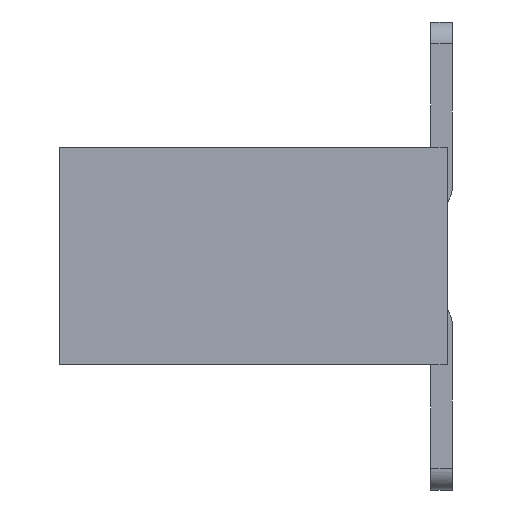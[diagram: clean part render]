
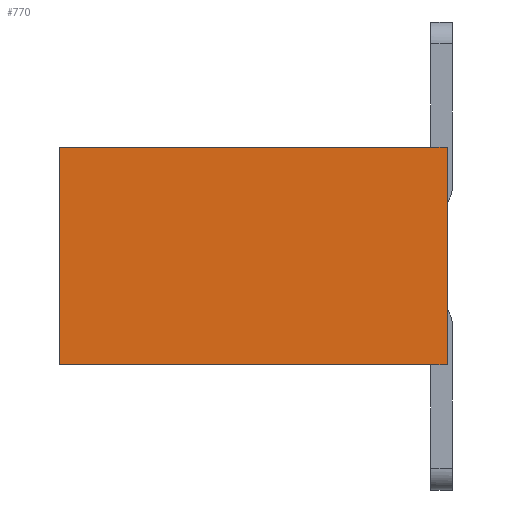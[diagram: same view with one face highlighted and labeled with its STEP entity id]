
A CAD part, left-side view. The second image highlights one B-rep face of the part: STEP entity #770.
In plain terms, the highlighted planar face has unit normal (-1, 0, 0).
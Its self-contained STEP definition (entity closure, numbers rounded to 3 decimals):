
#127=CARTESIAN_POINT('',(-16.,4.16,-1.));
#128=VERTEX_POINT('',#127);
#151=CARTESIAN_POINT('',(-16.,4.16,-3.));
#152=VERTEX_POINT('',#151);
#162=CARTESIAN_POINT('',(-16.,4.16,-3.));
#163=CARTESIAN_POINT('',(-16.,4.16,-2.6));
#164=CARTESIAN_POINT('',(-16.,4.16,-2.2));
#165=CARTESIAN_POINT('',(-16.,4.16,-1.8));
#166=CARTESIAN_POINT('',(-16.,4.16,-1.4));
#167=CARTESIAN_POINT('',(-16.,4.16,-1.));
#168=B_SPLINE_CURVE_WITH_KNOTS('',5,(#162,#163,#164,#165,#166,#167),.UNSPECIFIED.,.F.,.U.,(6,6),(0.,2.),.UNSPECIFIED.);
#169=EDGE_CURVE('',#152,#128,#168,.T.);
#712=CARTESIAN_POINT('',(-16.,2.33,-2.));
#713=DIRECTION('',(0.,0.,1.));
#714=DIRECTION('',(-1.,0.,0.));
#715=AXIS2_PLACEMENT_3D('',#712,#714,#713);
#716=PLANE('',#715);
#717=CARTESIAN_POINT('',(-16.,0.6,-1.425));
#718=VERTEX_POINT('',#717);
#719=CARTESIAN_POINT('',(-16.,0.6,-2.575));
#720=VERTEX_POINT('',#719);
#721=CARTESIAN_POINT('',(-16.,0.6,-1.425));
#722=DIRECTION('',(0.,0.,-1.));
#723=VECTOR('',#722,1.15);
#724=LINE('',#721,#723);
#725=EDGE_CURVE('',#718,#720,#724,.T.);
#726=ORIENTED_EDGE('',*,*,#725,.F.);
#727=CARTESIAN_POINT('',(-16.,0.6,-1.));
#728=VERTEX_POINT('',#727);
#729=CARTESIAN_POINT('',(-16.,0.6,-1.425));
#730=CARTESIAN_POINT('',(-16.,0.6,-1.34));
#731=CARTESIAN_POINT('',(-16.,0.6,-1.255));
#732=CARTESIAN_POINT('',(-16.,0.6,-1.17));
#733=CARTESIAN_POINT('',(-16.,0.6,-1.085));
#734=CARTESIAN_POINT('',(-16.,0.6,-1.));
#735=B_SPLINE_CURVE_WITH_KNOTS('',5,(#729,#730,#731,#732,#733,#734),.UNSPECIFIED.,.F.,.U.,(6,6),(0.,0.425),.UNSPECIFIED.);
#736=EDGE_CURVE('',#718,#728,#735,.T.);
#737=ORIENTED_EDGE('',*,*,#736,.T.);
#738=CARTESIAN_POINT('',(-16.,4.16,-1.));
#739=CARTESIAN_POINT('',(-16.,3.448,-1.));
#740=CARTESIAN_POINT('',(-16.,2.736,-1.));
#741=CARTESIAN_POINT('',(-16.,2.024,-1.));
#742=CARTESIAN_POINT('',(-16.,1.312,-1.));
#743=CARTESIAN_POINT('',(-16.,0.6,-1.));
#744=B_SPLINE_CURVE_WITH_KNOTS('',5,(#738,#739,#740,#741,#742,#743),.UNSPECIFIED.,.F.,.U.,(6,6),(0.,3.56),.UNSPECIFIED.);
#745=EDGE_CURVE('',#128,#728,#744,.T.);
#746=ORIENTED_EDGE('',*,*,#745,.F.);
#747=ORIENTED_EDGE('',*,*,#169,.F.);
#748=CARTESIAN_POINT('',(-16.,0.6,-3.));
#749=VERTEX_POINT('',#748);
#750=CARTESIAN_POINT('',(-16.,0.6,-3.));
#751=CARTESIAN_POINT('',(-16.,1.312,-3.));
#752=CARTESIAN_POINT('',(-16.,2.024,-3.));
#753=CARTESIAN_POINT('',(-16.,2.736,-3.));
#754=CARTESIAN_POINT('',(-16.,3.448,-3.));
#755=CARTESIAN_POINT('',(-16.,4.16,-3.));
#756=B_SPLINE_CURVE_WITH_KNOTS('',5,(#750,#751,#752,#753,#754,#755),.UNSPECIFIED.,.F.,.U.,(6,6),(0.,3.56),.UNSPECIFIED.);
#757=EDGE_CURVE('',#749,#152,#756,.T.);
#758=ORIENTED_EDGE('',*,*,#757,.F.);
#759=CARTESIAN_POINT('',(-16.,0.6,-3.));
#760=CARTESIAN_POINT('',(-16.,0.6,-2.915));
#761=CARTESIAN_POINT('',(-16.,0.6,-2.83));
#762=CARTESIAN_POINT('',(-16.,0.6,-2.745));
#763=CARTESIAN_POINT('',(-16.,0.6,-2.66));
#764=CARTESIAN_POINT('',(-16.,0.6,-2.575));
#765=B_SPLINE_CURVE_WITH_KNOTS('',5,(#759,#760,#761,#762,#763,#764),.UNSPECIFIED.,.F.,.U.,(6,6),(0.,0.425),.UNSPECIFIED.);
#766=EDGE_CURVE('',#749,#720,#765,.T.);
#767=ORIENTED_EDGE('',*,*,#766,.T.);
#768=EDGE_LOOP('',(#726,#737,#746,#747,#758,#767));
#769=FACE_OUTER_BOUND('',#768,.T.);
#770=ADVANCED_FACE('',(#769),#716,.T.);
